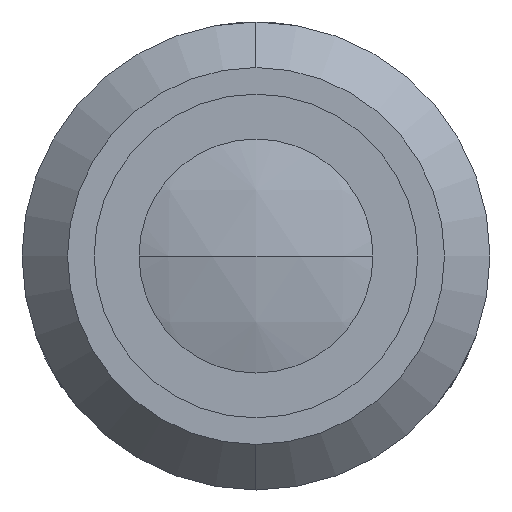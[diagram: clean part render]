
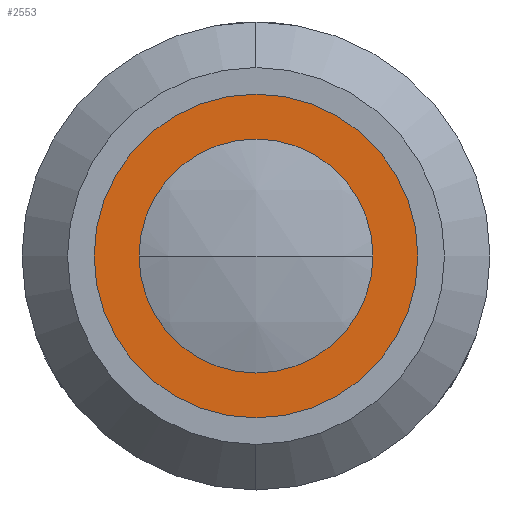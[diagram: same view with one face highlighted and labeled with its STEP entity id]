
A CAD part, left-side view. The second image highlights one B-rep face of the part: STEP entity #2553.
In plain terms, the highlighted planar face has unit normal (-1, 0, 0).
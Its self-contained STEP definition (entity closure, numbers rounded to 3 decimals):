
#111 = DIRECTION ( 'NONE',  ( -1., 0., 0. ) ) ;
#236 = ORIENTED_EDGE ( 'NONE', *, *, #515, .T. ) ;
#515 = EDGE_CURVE ( 'NONE', #3792, #3101, #1677, .T. ) ;
#784 = EDGE_LOOP ( 'NONE', ( #3970, #236 ) ) ;
#954 = CIRCLE ( 'NONE', #2283, 13.2 ) ;
#1010 = ORIENTED_EDGE ( 'NONE', *, *, #2962, .F. ) ;
#1279 = CARTESIAN_POINT ( 'NONE',  ( 3.5, 0., 9. ) ) ;
#1294 = EDGE_LOOP ( 'NONE', ( #1010, #2308 ) ) ;
#1366 = CIRCLE ( 'NONE', #3039, 9. ) ;
#1488 = DIRECTION ( 'NONE',  ( 1., 0., 0. ) ) ;
#1677 = CIRCLE ( 'NONE', #2656, 13.2 ) ;
#1729 = VERTEX_POINT ( 'NONE', #1279 ) ;
#1804 = FACE_BOUND ( 'NONE', #1294, .T. ) ;
#1848 = PLANE ( 'NONE',  #1936 ) ;
#1936 = AXIS2_PLACEMENT_3D ( 'NONE', #2809, #1488, #3845 ) ;
#2094 = DIRECTION ( 'NONE',  ( -1., 0., 0. ) ) ;
#2154 = CARTESIAN_POINT ( 'NONE',  ( 3.5, 0., 0. ) ) ;
#2283 = AXIS2_PLACEMENT_3D ( 'NONE', #2154, #111, #3093 ) ;
#2308 = ORIENTED_EDGE ( 'NONE', *, *, #3606, .F. ) ;
#2486 = DIRECTION ( 'NONE',  ( -1., 0., 0. ) ) ;
#2553 = ADVANCED_FACE ( 'NONE', ( #1804, #3130 ), #1848, .F. ) ;
#2555 = DIRECTION ( 'NONE',  ( 0., 0., 1. ) ) ;
#2656 = AXIS2_PLACEMENT_3D ( 'NONE', #4168, #2486, #3793 ) ;
#2695 = CIRCLE ( 'NONE', #3247, 9. ) ;
#2809 = CARTESIAN_POINT ( 'NONE',  ( 3.5, 13.2, 0. ) ) ;
#2814 = EDGE_CURVE ( 'NONE', #3101, #3792, #954, .T. ) ;
#2962 = EDGE_CURVE ( 'NONE', #1729, #3772, #1366, .T. ) ;
#3039 = AXIS2_PLACEMENT_3D ( 'NONE', #3523, #4171, #2555 ) ;
#3093 = DIRECTION ( 'NONE',  ( 0., 0., 1. ) ) ;
#3100 = CARTESIAN_POINT ( 'NONE',  ( 3.5, 0., 0. ) ) ;
#3101 = VERTEX_POINT ( 'NONE', #3323 ) ;
#3130 = FACE_OUTER_BOUND ( 'NONE', #784, .T. ) ;
#3247 = AXIS2_PLACEMENT_3D ( 'NONE', #3100, #2094, #3422 ) ;
#3323 = CARTESIAN_POINT ( 'NONE',  ( 3.5, 0., 13.2 ) ) ;
#3422 = DIRECTION ( 'NONE',  ( 0., 0., 1. ) ) ;
#3523 = CARTESIAN_POINT ( 'NONE',  ( 3.5, 0., 0. ) ) ;
#3606 = EDGE_CURVE ( 'NONE', #3772, #1729, #2695, .T. ) ;
#3772 = VERTEX_POINT ( 'NONE', #4261 ) ;
#3792 = VERTEX_POINT ( 'NONE', #3942 ) ;
#3793 = DIRECTION ( 'NONE',  ( 0., 0., 1. ) ) ;
#3845 = DIRECTION ( 'NONE',  ( 0., 0., -1. ) ) ;
#3942 = CARTESIAN_POINT ( 'NONE',  ( 3.5, 0., -13.2 ) ) ;
#3970 = ORIENTED_EDGE ( 'NONE', *, *, #2814, .T. ) ;
#4168 = CARTESIAN_POINT ( 'NONE',  ( 3.5, 0., 0. ) ) ;
#4171 = DIRECTION ( 'NONE',  ( -1., 0., 0. ) ) ;
#4261 = CARTESIAN_POINT ( 'NONE',  ( 3.5, 0., -9. ) ) ;
